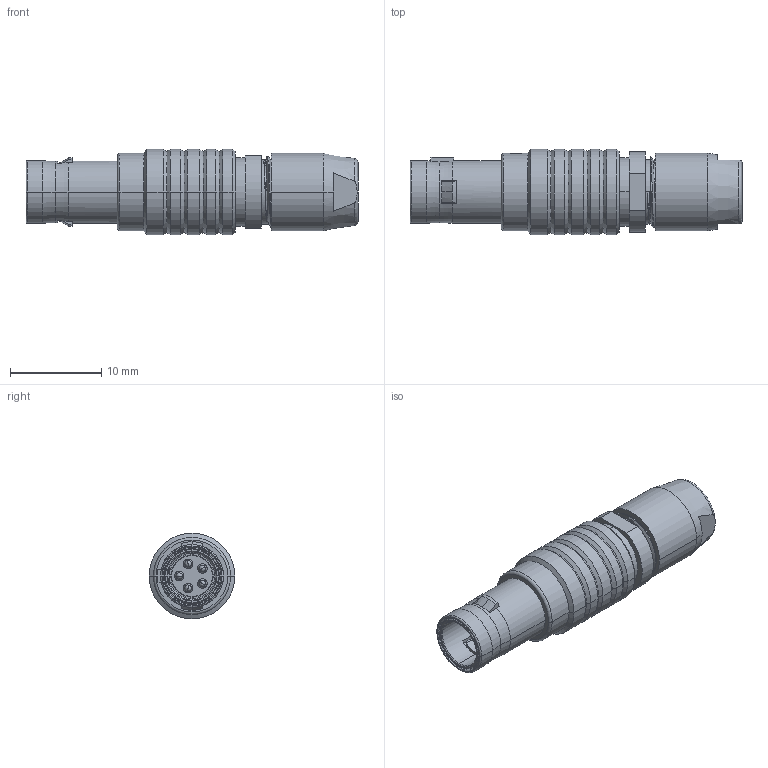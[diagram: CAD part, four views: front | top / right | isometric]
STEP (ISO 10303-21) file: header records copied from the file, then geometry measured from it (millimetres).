
FILE_DESCRIPTION (( 'STEP AP203' ), '1' );
FILE_NAME ('51-00019.52_revA.STEP', '2018-03-29T16:36:14', ( '' ), ( '' ), 'SwSTEP 2.0', 'SolidWorks 2015', '' );
FILE_SCHEMA (( 'CONFIG_CONTROL_DESIGN' ));
Length unit declared in the file: millimetre
Products named in the file (8): PPL7-outer shell-plug; PPL7-split insert 1-male; PPL7-split insert 2-male; 51-00019.52_revA; PPL7-collet nut; PPL7- 5P insulator male; PPL7-collet-52; PPL7-latch sleeve-plug
Assembly tree (7 placements, depth 2):
  51-00019.52_revA
    PPL7- 5P insulator male
    PPL7-split insert 1-male
    PPL7-split insert 2-male
    PPL7-latch sleeve-plug
    PPL7-outer shell-plug
    PPL7-collet nut
    PPL7-collet-52
Bounding box: 36.41 x 9.4 x 9.4 mm (x, y, z)
Volume: 1184.2 mm3; surface area: 4256.8 mm2
Topology: 13 solids, 13 shells, 586 faces, 1583 edges, 1014 vertices
Faces by surface type: cylinder 214, plane 169, bspline 83, cone 65, torus 45, sphere 10
Entity records: 35881 total; most frequent: CARTESIAN_POINT 21347, ORIENTED_EDGE 3126, DIRECTION 2664, EDGE_CURVE 1563, AXIS2_PLACEMENT_3D 1037, VERTEX_POINT 1004, EDGE_LOOP 607, LINE 590
